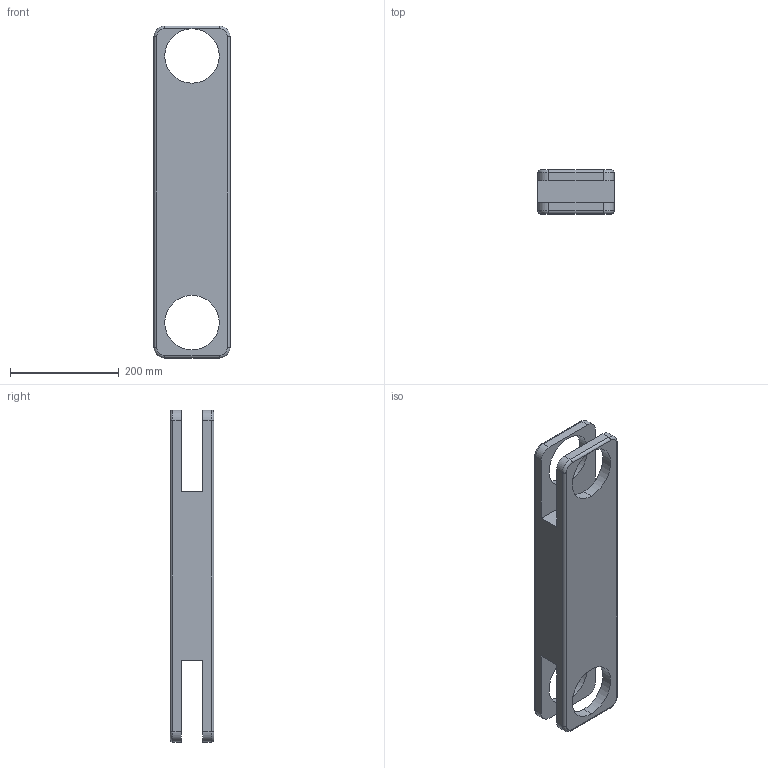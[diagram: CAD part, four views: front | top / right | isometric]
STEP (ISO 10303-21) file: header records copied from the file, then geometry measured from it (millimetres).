
FILE_DESCRIPTION (( 'STEP AP203' ), '1' );
FILE_NAME ('bar_2_r1_默认_sldprt.STEP', '2018-06-17T06:01:43', ( '' ), ( '' ), 'SwSTEP 2.0', 'SolidWorks 2016', '' );
FILE_SCHEMA (( 'CONFIG_CONTROL_DESIGN' ));
Length unit declared in the file: millimetre
Products named in the file (1): bar_2_r1_默认_sldprt
Bounding box: 140 x 80 x 610 mm (x, y, z)
Volume: 4494295.5 mm3; surface area: 304041.1 mm2
Topology: 1 solids, 1 shells, 46 faces, 118 edges, 72 vertices
Faces by surface type: cylinder 24, plane 14, torus 8
Entity records: 1491 total; most frequent: DIRECTION 268, CARTESIAN_POINT 237, ORIENTED_EDGE 236, EDGE_CURVE 118, AXIS2_PLACEMENT_3D 103, VERTEX_POINT 72, VECTOR 62, LINE 62
